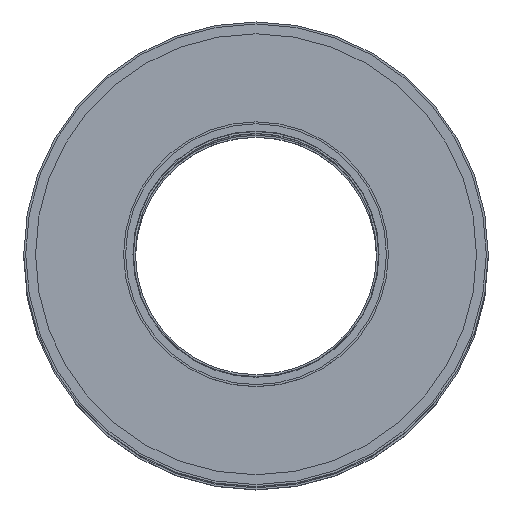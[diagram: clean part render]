
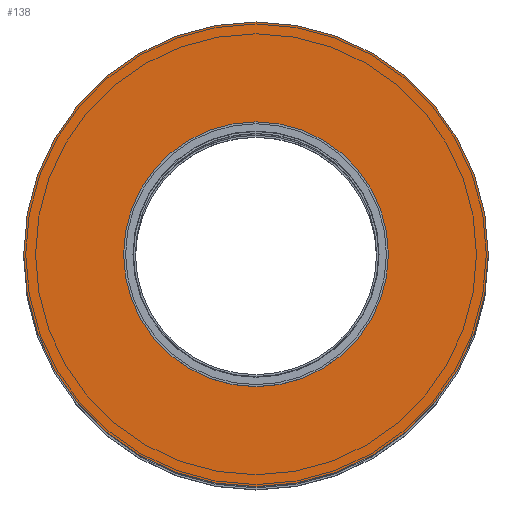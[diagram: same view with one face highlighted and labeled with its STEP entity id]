
A CAD part, top view. The second image highlights one B-rep face of the part: STEP entity #138.
In plain terms, the highlighted planar face has unit normal (0, 0, 1).
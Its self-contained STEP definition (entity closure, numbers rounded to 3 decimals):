
#55 = VERTEX_POINT ( 'NONE', #565 ) ;
#67 = ORIENTED_EDGE ( 'NONE', *, *, #68, .T. ) ;
#68 = EDGE_CURVE ( 'NONE', #55, #435, #601, .T. ) ;
#69 = EDGE_LOOP ( 'NONE', ( #70, #120 ) ) ;
#70 = ORIENTED_EDGE ( 'NONE', *, *, #414, .F. ) ;
#120 = ORIENTED_EDGE ( 'NONE', *, *, #135, .F. ) ;
#135 = EDGE_CURVE ( 'NONE', #425, #426, #662, .T. ) ;
#138 = ADVANCED_FACE ( 'NONE', ( #658, #723 ), #663, .T. ) ;
#139 = EDGE_LOOP ( 'NONE', ( #140, #67 ) ) ;
#140 = ORIENTED_EDGE ( 'NONE', *, *, #438, .T. ) ;
#414 = EDGE_CURVE ( 'NONE', #426, #425, #1167, .T. ) ;
#425 = VERTEX_POINT ( 'NONE', #1219 ) ;
#426 = VERTEX_POINT ( 'NONE', #1218 ) ;
#435 = VERTEX_POINT ( 'NONE', #1259 ) ;
#438 = EDGE_CURVE ( 'NONE', #435, #55, #1252, .T. ) ;
#565 = CARTESIAN_POINT ( 'NONE',  ( -118., 0., 500. ) ) ;
#597 = DIRECTION ( 'NONE',  ( 1., 0., 0. ) ) ;
#598 = DIRECTION ( 'NONE',  ( 0., 0., 1. ) ) ;
#599 = CARTESIAN_POINT ( 'NONE',  ( 0., 0., 500. ) ) ;
#600 = AXIS2_PLACEMENT_3D ( 'NONE', #599, #598, #597 ) ;
#601 = CIRCLE ( 'NONE', #600, 118. ) ;
#658 = FACE_OUTER_BOUND ( 'NONE', #139, .T. ) ;
#659 = DIRECTION ( 'NONE',  ( 1., 0., 0. ) ) ;
#660 = DIRECTION ( 'NONE',  ( 0., 0., 1. ) ) ;
#661 = AXIS2_PLACEMENT_3D ( 'NONE', #667, #660, #659 ) ;
#662 = CIRCLE ( 'NONE', #661, 67.25 ) ;
#663 = PLANE ( 'NONE',  #722 ) ;
#667 = CARTESIAN_POINT ( 'NONE',  ( 0., 0., 500. ) ) ;
#718 = DIRECTION ( 'NONE',  ( 1., 0., 0. ) ) ;
#719 = DIRECTION ( 'NONE',  ( 0., 0., 1. ) ) ;
#720 = CARTESIAN_POINT ( 'NONE',  ( 0., 67.25, 500. ) ) ;
#722 = AXIS2_PLACEMENT_3D ( 'NONE', #720, #719, #718 ) ;
#723 = FACE_BOUND ( 'NONE', #69, .T. ) ;
#1164 = DIRECTION ( 'NONE',  ( 1., 0., 0. ) ) ;
#1165 = DIRECTION ( 'NONE',  ( 0., 0., 1. ) ) ;
#1166 = AXIS2_PLACEMENT_3D ( 'NONE', #1172, #1165, #1164 ) ;
#1167 = CIRCLE ( 'NONE', #1166, 67.25 ) ;
#1172 = CARTESIAN_POINT ( 'NONE',  ( 0., 0., 500. ) ) ;
#1218 = CARTESIAN_POINT ( 'NONE',  ( 67.25, 0., 500. ) ) ;
#1219 = CARTESIAN_POINT ( 'NONE',  ( -67.25, 0., 500. ) ) ;
#1248 = DIRECTION ( 'NONE',  ( 1., 0., 0. ) ) ;
#1249 = DIRECTION ( 'NONE',  ( 0., 0., 1. ) ) ;
#1250 = CARTESIAN_POINT ( 'NONE',  ( 0., 0., 500. ) ) ;
#1251 = AXIS2_PLACEMENT_3D ( 'NONE', #1250, #1249, #1248 ) ;
#1252 = CIRCLE ( 'NONE', #1251, 118. ) ;
#1259 = CARTESIAN_POINT ( 'NONE',  ( 118., 0., 500. ) ) ;
